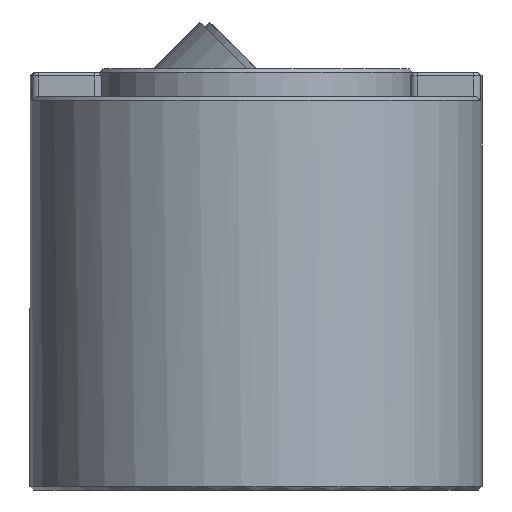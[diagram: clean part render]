
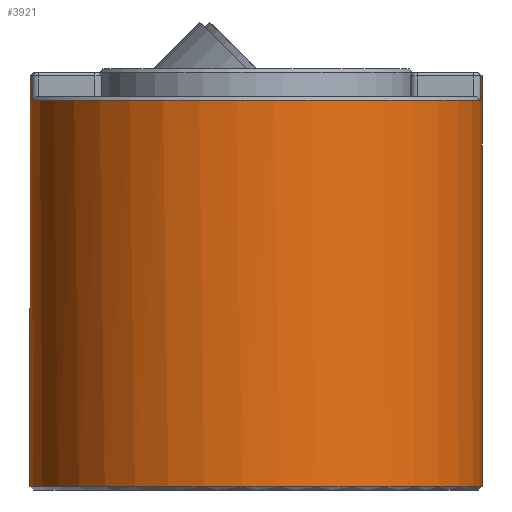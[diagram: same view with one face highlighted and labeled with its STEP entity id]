
A CAD part, front view. The second image highlights one B-rep face of the part: STEP entity #3921.
In plain terms, the highlighted cylindrical face has radius 32.5 mm (diameter 65 mm), a full revolution.
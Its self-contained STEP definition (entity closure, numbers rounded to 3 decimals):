
#215=B_SPLINE_CURVE_WITH_KNOTS('',3,(#6914,#6915,#6916,#6917,#6918,#6919,
#6920,#6921,#6922,#6923,#6924,#6925,#6926,#6927,#6928,#6929,#6930,#6931,
#6932),.UNSPECIFIED.,.T.,.F.,(1,1,1,1,1,1,1,1,1,1,1,1,1,1,1,1,1,1,1,1,1,
1,1),(-0.009,-0.006,-0.003,0.,
0.003,0.006,0.009,0.013,
0.016,0.019,0.022,0.025,
0.028,0.031,0.035,0.038,
0.041,0.044,0.047,0.05,
0.053,0.056,0.06),.UNSPECIFIED.);
#264=CYLINDRICAL_SURFACE('',#4928,32.5);
#355=LINE('',#6934,#546);
#356=LINE('',#6939,#547);
#546=VECTOR('',#5541,1000.);
#547=VECTOR('',#5544,1000.);
#748=ORIENTED_EDGE('',*,*,#1786,.T.);
#749=ORIENTED_EDGE('',*,*,#1787,.F.);
#750=ORIENTED_EDGE('',*,*,#1788,.T.);
#751=ORIENTED_EDGE('',*,*,#1789,.T.);
#752=ORIENTED_EDGE('',*,*,#1790,.T.);
#753=ORIENTED_EDGE('',*,*,#1791,.T.);
#1786=EDGE_CURVE('',#2305,#2305,#2672,.F.);
#1787=EDGE_CURVE('',#2306,#2306,#215,.T.);
#1788=EDGE_CURVE('',#2307,#2308,#355,.F.);
#1789=EDGE_CURVE('',#2308,#2309,#2673,.T.);
#1790=EDGE_CURVE('',#2309,#2310,#356,.T.);
#1791=EDGE_CURVE('',#2310,#2307,#2674,.F.);
#2305=VERTEX_POINT('',#6913);
#2306=VERTEX_POINT('',#6933);
#2307=VERTEX_POINT('',#6935);
#2308=VERTEX_POINT('',#6936);
#2309=VERTEX_POINT('',#6938);
#2310=VERTEX_POINT('',#6940);
#2672=CIRCLE('',#4929,32.5);
#2673=CIRCLE('',#4930,32.5);
#2674=CIRCLE('',#4931,32.5);
#2943=EDGE_LOOP('',(#748));
#2944=EDGE_LOOP('',(#749));
#2945=EDGE_LOOP('',(#750,#751,#752,#753));
#3382=FACE_BOUND('',#2943,.T.);
#3383=FACE_BOUND('',#2944,.T.);
#3384=FACE_BOUND('',#2945,.T.);
#3921=ADVANCED_FACE('',(#3382,#3383,#3384),#264,.T.);
#4928=AXIS2_PLACEMENT_3D('',#6911,#5537,#5538);
#4929=AXIS2_PLACEMENT_3D('',#6912,#5539,#5540);
#4930=AXIS2_PLACEMENT_3D('',#6937,#5542,#5543);
#4931=AXIS2_PLACEMENT_3D('',#6941,#5545,#5546);
#5537=DIRECTION('',(0.,0.,1.));
#5538=DIRECTION('',(1.,0.,0.));
#5539=DIRECTION('',(0.,0.,-1.));
#5540=DIRECTION('',(-1.,0.,0.));
#5541=DIRECTION('',(0.,0.,1.));
#5542=DIRECTION('',(0.,0.,-1.));
#5543=DIRECTION('',(-1.,0.,0.));
#5544=DIRECTION('',(0.,0.,1.));
#5545=DIRECTION('',(0.,0.,1.));
#5546=DIRECTION('',(1.,0.,0.));
#6911=CARTESIAN_POINT('',(0.,0.,-60.));
#6912=CARTESIAN_POINT('',(0.,0.,-59.5));
#6913=CARTESIAN_POINT('',(-32.5,0.,-59.5));
#6914=CARTESIAN_POINT('',(3.163,32.392,-32.575));
#6915=CARTESIAN_POINT('',(-0.002,32.554,-33.212));
#6916=CARTESIAN_POINT('',(-3.154,32.392,-32.578));
#6917=CARTESIAN_POINT('',(-5.804,32.005,-30.801));
#6918=CARTESIAN_POINT('',(-7.578,31.612,-28.153));
#6919=CARTESIAN_POINT('',(-8.21,31.444,-25.006));
#6920=CARTESIAN_POINT('',(-7.582,31.611,-21.853));
#6921=CARTESIAN_POINT('',(-5.803,32.005,-19.197));
#6922=CARTESIAN_POINT('',(-3.152,32.392,-17.422));
#6923=CARTESIAN_POINT('',(-0.004,32.554,-16.79));
#6924=CARTESIAN_POINT('',(3.147,32.393,-17.419));
#6925=CARTESIAN_POINT('',(5.798,32.006,-19.193));
#6926=CARTESIAN_POINT('',(7.576,31.612,-21.842));
#6927=CARTESIAN_POINT('',(8.211,31.444,-24.996));
#6928=CARTESIAN_POINT('',(7.58,31.611,-28.149));
#6929=CARTESIAN_POINT('',(5.805,32.004,-30.799));
#6930=CARTESIAN_POINT('',(3.163,32.392,-32.575));
#6931=CARTESIAN_POINT('',(-0.002,32.554,-33.212));
#6932=CARTESIAN_POINT('',(-3.154,32.392,-32.578));
#6933=CARTESIAN_POINT('',(0.,32.5,-33.));
#6934=CARTESIAN_POINT('',(32.237,-4.127,-60.));
#6935=CARTESIAN_POINT('',(32.237,-4.127,-0.5));
#6936=CARTESIAN_POINT('',(32.237,-4.127,-4.));
#6937=CARTESIAN_POINT('',(0.,0.,-4.));
#6938=CARTESIAN_POINT('',(-32.237,-4.127,-4.));
#6939=CARTESIAN_POINT('',(-32.237,-4.127,-60.));
#6940=CARTESIAN_POINT('',(-32.237,-4.127,-0.5));
#6941=CARTESIAN_POINT('',(0.,0.,-0.5));
